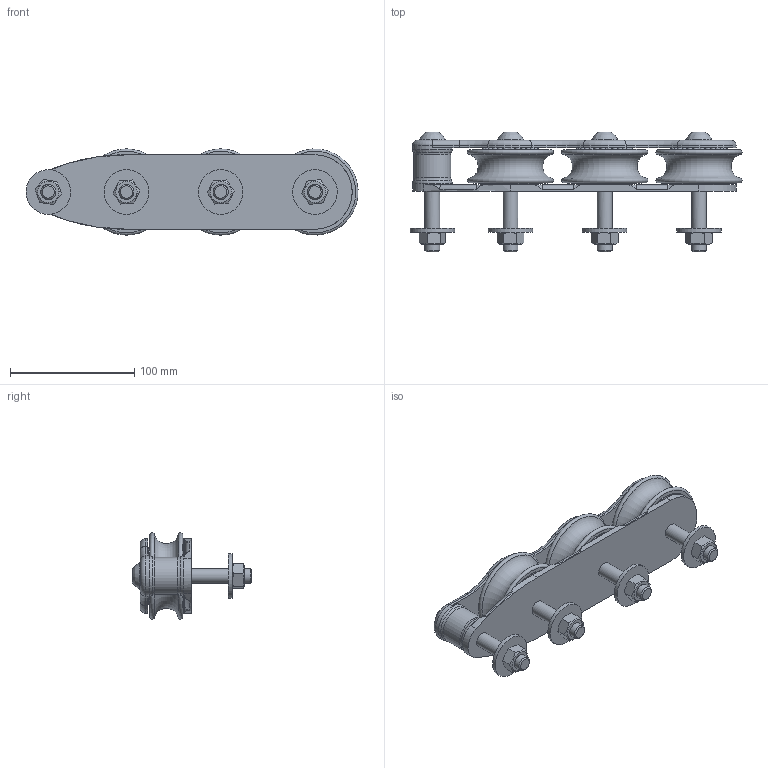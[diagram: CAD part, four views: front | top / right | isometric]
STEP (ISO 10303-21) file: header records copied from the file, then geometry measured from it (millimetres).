
FILE_DESCRIPTION(/* description */ (''),/* implementation_level */ '2;1');
FILE_NAME(/* name */ 'D730 .stp',/* time_stamp */ '2021-05-27T13:12:40+02:00',/* author */ ('lucade'),/* organization */ (''),/* preprocessor_version */ 'ST-DEVELOPER v18.1',/* originating_system */ 'Autodesk Inventor 2021',/* authorisation */ '');
FILE_SCHEMA (('AUTOMOTIVE_DESIGN { 1 0 10303 214 3 1 1 }'));
Length unit declared in the file: millimetre
Products named in the file (1): 21052707
Bounding box: 267.69 x 96.6 x 69.5 mm (x, y, z)
Volume: 434223.4 mm3; surface area: 137483.5 mm2
Topology: 163 solids, 169 shells, 566 faces, 1446 edges, 953 vertices
Faces by surface type: sphere 162, plane 154, torus 103, cylinder 99, cone 44, bspline 4
Full cylindrical faces by diameter (mm): 12 x12, 12.1 x4, 12.2 x4, 13 x4, 14 x4, 14.1 x4, 20 x8, 24.5 x4, 24.6 x4, 25 x6, 30 x1, 32 x2, 36 x4, 37 x6, 47 x6, 60 x6
Entity records: 15852 total; most frequent: CARTESIAN_POINT 3008, DIRECTION 2945, ORIENTED_EDGE 2236, AXIS2_PLACEMENT_3D 1354, EDGE_CURVE 1118, VERTEX_POINT 953, CIRCLE 791, EDGE_LOOP 647
